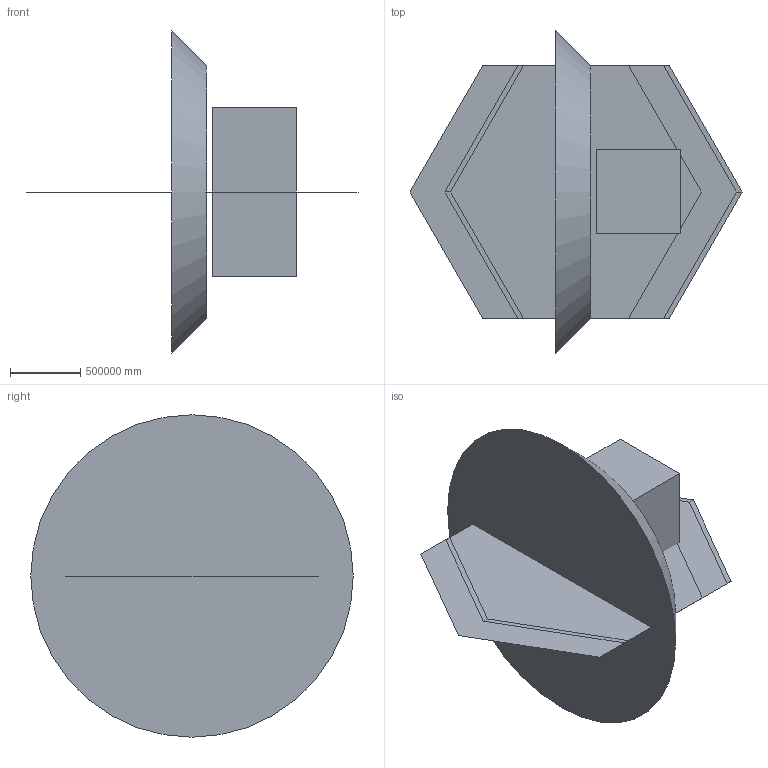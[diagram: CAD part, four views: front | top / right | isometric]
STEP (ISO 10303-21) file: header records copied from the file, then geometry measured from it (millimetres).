
FILE_DESCRIPTION(('FreeCAD Model'),'2;1');
FILE_NAME('Open CASCADE Shape Model','2025-08-15T13:03:40',('Author'),( ''),'Open CASCADE STEP processor 7.8','FreeCAD','Unknown');
FILE_SCHEMA(('AUTOMOTIVE_DESIGN { 1 0 10303 214 1 1 1 1 }'));
Length unit declared in the file: metre
Products named in the file (4): TPS_Campana; Polygon; Estructura_Hex; Bus_Central
Bounding box: 2368460.97 x 2300000 x 2300000 mm (x, y, z)
Volume: 1261249560854142976 mm3; surface area: 21138190764367.4 mm2
Topology: 2 solids, 4 shells, 16 faces, 39 edges, 28 vertices
Faces by surface type: plane 15, cone 1
Entity records: 1042 total; most frequent: CARTESIAN_POINT 158, DIRECTION 151, VECTOR 111, LINE 109, ORIENTED_EDGE 72, PCURVE 72, DEFINITIONAL_REPRESENTATION 72, EDGE_CURVE 39
